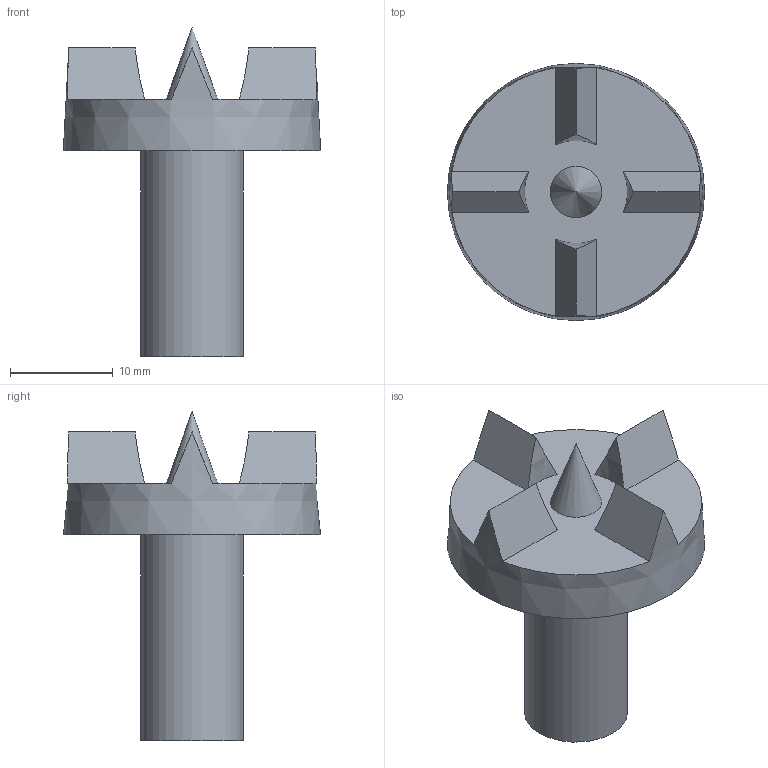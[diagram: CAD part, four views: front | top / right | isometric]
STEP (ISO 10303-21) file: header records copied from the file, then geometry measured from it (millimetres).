
FILE_DESCRIPTION(/* description */ (''),/* implementation_level */ '2;1');
FILE_NAME(/* name */ 'Lathe spur center.step',/* time_stamp */ '2025-08-23T11:45:18-05:00',/* author */ (''),/* organization */ (''),/* preprocessor_version */ 'ST-DEVELOPER v20.1',/* originating_system */ 'Autodesk Translation Framework v14.10.0.0',/* authorisation */ '');
FILE_SCHEMA (('AUTOMOTIVE_DESIGN { 1 0 10303 214 3 1 1 }'));
Length unit declared in the file: millimetre
Products named in the file (2): (Unsaved); Lathe spur center
Assembly tree (1 placements, depth 2):
  (Unsaved)
    Lathe spur center
Bounding box: 25 x 25 x 32 mm (x, y, z)
Volume: 4143 mm3; surface area: 2652.6 mm2
Topology: 1 solids, 1 shells, 128 faces, 372 edges, 247 vertices
Faces by surface type: cylinder 107, plane 12, cone 7, bspline 2
Full cylindrical faces by diameter (mm): 2.529 x26, 3.086 x14, 10 x1
Entity records: 9978 total; most frequent: CARTESIAN_POINT 6955, ORIENTED_EDGE 740, DIRECTION 446, EDGE_CURVE 370, VERTEX_POINT 247, B_SPLINE_CURVE_WITH_KNOTS 216, AXIS2_PLACEMENT_3D 163, EDGE_LOOP 131
